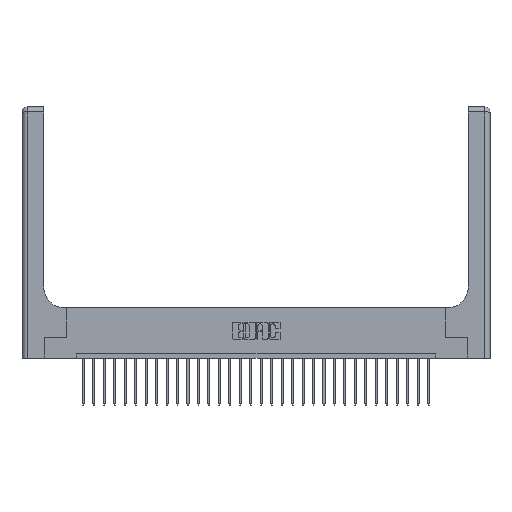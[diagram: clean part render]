
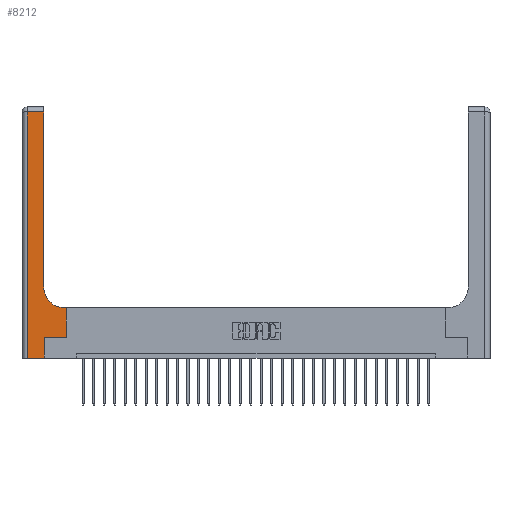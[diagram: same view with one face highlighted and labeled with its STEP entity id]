
A CAD part, top view. The second image highlights one B-rep face of the part: STEP entity #8212.
In plain terms, the highlighted planar face has unit normal (0, 0, 1).
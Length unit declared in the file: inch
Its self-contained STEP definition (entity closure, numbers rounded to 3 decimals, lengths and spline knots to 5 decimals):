
#1964 = VECTOR ( 'NONE', #16834, 39.37008 ) ;
#2362 = VECTOR ( 'NONE', #11865, 39.37008 ) ;
#2888 = DIRECTION ( 'NONE',  ( 1., 0., 0. ) ) ;
#3074 = DIRECTION ( 'NONE',  ( 0., 1., 0. ) ) ;
#3122 = ORIENTED_EDGE ( 'NONE', *, *, #22799, .T. ) ;
#3178 = ORIENTED_EDGE ( 'NONE', *, *, #4323, .T. ) ;
#3207 = LINE ( 'NONE', #16802, #19709 ) ;
#3557 = EDGE_CURVE ( 'NONE', #10087, #19796, #7574, .T. ) ;
#4323 = EDGE_CURVE ( 'NONE', #12866, #10912, #3207, .T. ) ;
#4463 = CARTESIAN_POINT ( 'NONE',  ( 0.528, 0.25, 0.37 ) ) ;
#4700 = VECTOR ( 'NONE', #26388, 39.37008 ) ;
#4715 = VERTEX_POINT ( 'NONE', #26129 ) ;
#5522 = ORIENTED_EDGE ( 'NONE', *, *, #3557, .T. ) ;
#5556 = CARTESIAN_POINT ( 'NONE',  ( 0.51, 0.85, 0.37 ) ) ;
#6254 = CARTESIAN_POINT ( 'NONE',  ( 0.265, 0., 0.37 ) ) ;
#6760 = ORIENTED_EDGE ( 'NONE', *, *, #27097, .T. ) ;
#7108 = CARTESIAN_POINT ( 'NONE',  ( 0., 0., 0.37 ) ) ;
#7574 = LINE ( 'NONE', #6254, #1964 ) ;
#8212 = ADVANCED_FACE ( 'NONE', ( #8707 ), #27317, .F. ) ;
#8707 = FACE_OUTER_BOUND ( 'NONE', #18354, .T. ) ;
#9249 = CIRCLE ( 'NONE', #12941, 0.25 ) ;
#9631 = CARTESIAN_POINT ( 'NONE',  ( 0., 2.94, 0.37 ) ) ;
#10000 = EDGE_CURVE ( 'NONE', #13850, #21133, #9249, .T. ) ;
#10014 = CARTESIAN_POINT ( 'NONE',  ( 0.26, 0.85, 0.37 ) ) ;
#10087 = VERTEX_POINT ( 'NONE', #26977 ) ;
#10301 = LINE ( 'NONE', #26116, #4700 ) ;
#10543 = ORIENTED_EDGE ( 'NONE', *, *, #10000, .T. ) ;
#10912 = VERTEX_POINT ( 'NONE', #17757 ) ;
#11285 = CARTESIAN_POINT ( 'NONE',  ( 0.26, 3., 0.37 ) ) ;
#11796 = VECTOR ( 'NONE', #3074, 39.37008 ) ;
#11865 = DIRECTION ( 'NONE',  ( -1., 0., 0. ) ) ;
#12397 = ORIENTED_EDGE ( 'NONE', *, *, #15224, .T. ) ;
#12455 = LINE ( 'NONE', #11285, #11796 ) ;
#12866 = VERTEX_POINT ( 'NONE', #4463 ) ;
#12905 = DIRECTION ( 'NONE',  ( -1., 0., 0. ) ) ;
#12941 = AXIS2_PLACEMENT_3D ( 'NONE', #5556, #18337, #16047 ) ;
#13549 = DIRECTION ( 'NONE',  ( 1., 0., 0. ) ) ;
#13850 = VERTEX_POINT ( 'NONE', #24446 ) ;
#13895 = CARTESIAN_POINT ( 'NONE',  ( 0.265, 0.25, 0.37 ) ) ;
#14022 = VERTEX_POINT ( 'NONE', #22955 ) ;
#14474 = CARTESIAN_POINT ( 'NONE',  ( 0.06, 2.94, 0.37 ) ) ;
#14826 = CARTESIAN_POINT ( 'NONE',  ( 0., 3., 0.37 ) ) ;
#14970 = DIRECTION ( 'NONE',  ( 0., 1., 0. ) ) ;
#14976 = VECTOR ( 'NONE', #13549, 39.37008 ) ;
#15224 = EDGE_CURVE ( 'NONE', #22394, #14022, #10301, .T. ) ;
#15577 = LINE ( 'NONE', #9631, #2362 ) ;
#15966 = EDGE_CURVE ( 'NONE', #10912, #13850, #26464, .T. ) ;
#16047 = DIRECTION ( 'NONE',  ( 1., 0., 0. ) ) ;
#16802 = CARTESIAN_POINT ( 'NONE',  ( 0.528, 0.25, 0.37 ) ) ;
#16834 = DIRECTION ( 'NONE',  ( 0., 1., 0. ) ) ;
#16852 = VECTOR ( 'NONE', #18371, 39.37008 ) ;
#17757 = CARTESIAN_POINT ( 'NONE',  ( 0.528, 0.6, 0.37 ) ) ;
#18337 = DIRECTION ( 'NONE',  ( 0., 0., -1. ) ) ;
#18354 = EDGE_LOOP ( 'NONE', ( #19324, #6760, #12397, #21137, #5522, #3122, #3178, #26771, #10543 ) ) ;
#18371 = DIRECTION ( 'NONE',  ( -1., 0., 0. ) ) ;
#18496 = EDGE_CURVE ( 'NONE', #21133, #4715, #12455, .T. ) ;
#18911 = LINE ( 'NONE', #13895, #14976 ) ;
#19324 = ORIENTED_EDGE ( 'NONE', *, *, #18496, .T. ) ;
#19418 = DIRECTION ( 'NONE',  ( 0., 0., -1. ) ) ;
#19709 = VECTOR ( 'NONE', #14970, 39.37008 ) ;
#19796 = VERTEX_POINT ( 'NONE', #26530 ) ;
#20490 = VECTOR ( 'NONE', #2888, 39.37008 ) ;
#21133 = VERTEX_POINT ( 'NONE', #10014 ) ;
#21137 = ORIENTED_EDGE ( 'NONE', *, *, #24264, .T. ) ;
#22022 = CARTESIAN_POINT ( 'NONE',  ( 0.26, 0.6, 0.37 ) ) ;
#22394 = VERTEX_POINT ( 'NONE', #14474 ) ;
#22799 = EDGE_CURVE ( 'NONE', #19796, #12866, #18911, .T. ) ;
#22955 = CARTESIAN_POINT ( 'NONE',  ( 0.06, 0., 0.37 ) ) ;
#24264 = EDGE_CURVE ( 'NONE', #14022, #10087, #26126, .T. ) ;
#24446 = CARTESIAN_POINT ( 'NONE',  ( 0.51, 0.6, 0.37 ) ) ;
#25620 = AXIS2_PLACEMENT_3D ( 'NONE', #14826, #19418, #12905 ) ;
#26116 = CARTESIAN_POINT ( 'NONE',  ( 0.06, 3., 0.37 ) ) ;
#26126 = LINE ( 'NONE', #7108, #20490 ) ;
#26129 = CARTESIAN_POINT ( 'NONE',  ( 0.26, 2.94, 0.37 ) ) ;
#26388 = DIRECTION ( 'NONE',  ( 0., -1., 0. ) ) ;
#26464 = LINE ( 'NONE', #22022, #16852 ) ;
#26530 = CARTESIAN_POINT ( 'NONE',  ( 0.265, 0.25, 0.37 ) ) ;
#26771 = ORIENTED_EDGE ( 'NONE', *, *, #15966, .T. ) ;
#26977 = CARTESIAN_POINT ( 'NONE',  ( 0.265, 0., 0.37 ) ) ;
#27097 = EDGE_CURVE ( 'NONE', #4715, #22394, #15577, .T. ) ;
#27317 = PLANE ( 'NONE',  #25620 ) ;
